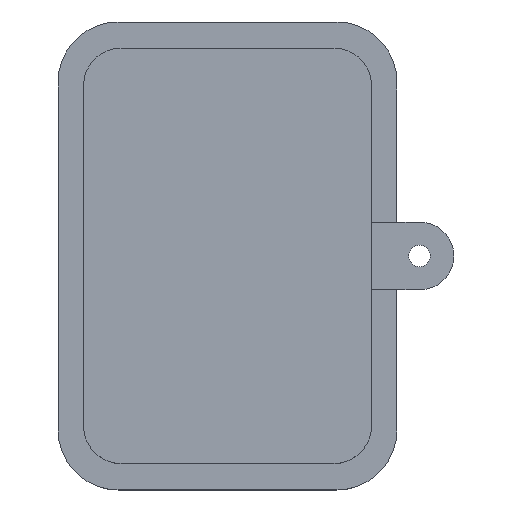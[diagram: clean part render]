
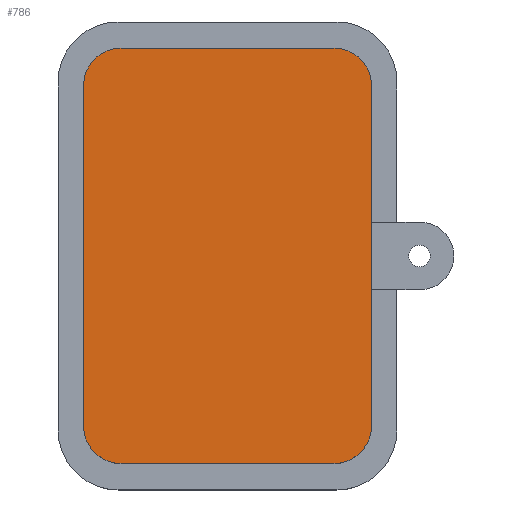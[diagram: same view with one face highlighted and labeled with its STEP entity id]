
A CAD part, top view. The second image highlights one B-rep face of the part: STEP entity #786.
In plain terms, the highlighted planar face has unit normal (0, 0, 1).
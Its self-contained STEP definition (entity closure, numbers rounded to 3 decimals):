
#510=AXIS2_PLACEMENT_3D('Circle Axis2P3D',#508,#509,$) ;
#581=AXIS2_PLACEMENT_3D('Circle Axis2P3D',#579,#580,$) ;
#643=AXIS2_PLACEMENT_3D('Circle Axis2P3D',#641,#642,$) ;
#769=AXIS2_PLACEMENT_3D('Plane Axis2P3D',#766,#767,#768) ;
#773=AXIS2_PLACEMENT_3D('Circle Axis2P3D',#771,#772,$) ;
#508=CARTESIAN_POINT('Axis2P3D Location',(36.8,53.9,18.5)) ;
#512=CARTESIAN_POINT('Vertex',(36.8,58.9,18.5)) ;
#514=CARTESIAN_POINT('Vertex',(41.8,53.9,18.5)) ;
#548=CARTESIAN_POINT('Line Origine',(22.6,58.9,18.5)) ;
#552=CARTESIAN_POINT('Vertex',(8.4,58.9,18.5)) ;
#579=CARTESIAN_POINT('Axis2P3D Location',(8.4,53.9,18.5)) ;
#583=CARTESIAN_POINT('Vertex',(3.4,53.9,18.5)) ;
#616=CARTESIAN_POINT('Vertex',(3.4,8.5,18.5)) ;
#619=CARTESIAN_POINT('Line Origine',(3.4,31.2,18.5)) ;
#641=CARTESIAN_POINT('Axis2P3D Location',(8.4,8.5,18.5)) ;
#645=CARTESIAN_POINT('Vertex',(8.4,3.5,18.5)) ;
#723=CARTESIAN_POINT('Vertex',(41.8,8.5,18.5)) ;
#726=CARTESIAN_POINT('Line Origine',(41.8,31.2,18.5)) ;
#747=CARTESIAN_POINT('Line Origine',(22.6,3.5,18.5)) ;
#751=CARTESIAN_POINT('Vertex',(36.8,3.5,18.5)) ;
#766=CARTESIAN_POINT('Axis2P3D Location',(22.6,31.2,18.5)) ;
#771=CARTESIAN_POINT('Axis2P3D Location',(36.8,8.5,18.5)) ;
#509=DIRECTION('Axis2P3D Direction',(0.,-0.,1.)) ;
#549=DIRECTION('Vector Direction',(-1.,0.,0.)) ;
#580=DIRECTION('Axis2P3D Direction',(0.,0.,1.)) ;
#620=DIRECTION('Vector Direction',(0.,1.,0.)) ;
#642=DIRECTION('Axis2P3D Direction',(-0.,0.,1.)) ;
#727=DIRECTION('Vector Direction',(0.,-1.,0.)) ;
#748=DIRECTION('Vector Direction',(1.,0.,0.)) ;
#767=DIRECTION('Axis2P3D Direction',(0.,-0.,1.)) ;
#768=DIRECTION('Axis2P3D XDirection',(0.,1.,0.)) ;
#772=DIRECTION('Axis2P3D Direction',(0.,-0.,1.)) ;
#550=VECTOR('Line Direction',#549,1.) ;
#621=VECTOR('Line Direction',#620,1.) ;
#728=VECTOR('Line Direction',#727,1.) ;
#749=VECTOR('Line Direction',#748,1.) ;
#777=ORIENTED_EDGE('',*,*,#730,.T.) ;
#778=ORIENTED_EDGE('',*,*,#516,.F.) ;
#779=ORIENTED_EDGE('',*,*,#554,.T.) ;
#780=ORIENTED_EDGE('',*,*,#585,.F.) ;
#781=ORIENTED_EDGE('',*,*,#623,.T.) ;
#782=ORIENTED_EDGE('',*,*,#647,.F.) ;
#783=ORIENTED_EDGE('',*,*,#753,.T.) ;
#784=ORIENTED_EDGE('',*,*,#775,.F.) ;
#786=ADVANCED_FACE('Hauptk\X2\00F6\X0\rper',(#785),#770,.T.) ;
#511=CIRCLE('generated circle',#510,5.) ;
#582=CIRCLE('generated circle',#581,5.) ;
#644=CIRCLE('generated circle',#643,5.) ;
#774=CIRCLE('generated circle',#773,5.) ;
#516=EDGE_CURVE('',#513,#515,#511,.F.) ;
#554=EDGE_CURVE('',#513,#553,#551,.T.) ;
#585=EDGE_CURVE('',#584,#553,#582,.F.) ;
#623=EDGE_CURVE('',#584,#617,#622,.F.) ;
#647=EDGE_CURVE('',#646,#617,#644,.F.) ;
#730=EDGE_CURVE('',#724,#515,#729,.F.) ;
#753=EDGE_CURVE('',#646,#752,#750,.T.) ;
#775=EDGE_CURVE('',#724,#752,#774,.F.) ;
#776=EDGE_LOOP('',(#777,#778,#779,#780,#781,#782,#783,#784)) ;
#785=FACE_OUTER_BOUND('',#776,.T.) ;
#551=LINE('Line',#548,#550) ;
#622=LINE('Line',#619,#621) ;
#729=LINE('Line',#726,#728) ;
#750=LINE('Line',#747,#749) ;
#770=PLANE('',#769) ;
#513=VERTEX_POINT('',#512) ;
#515=VERTEX_POINT('',#514) ;
#553=VERTEX_POINT('',#552) ;
#584=VERTEX_POINT('',#583) ;
#617=VERTEX_POINT('',#616) ;
#646=VERTEX_POINT('',#645) ;
#724=VERTEX_POINT('',#723) ;
#752=VERTEX_POINT('',#751) ;
